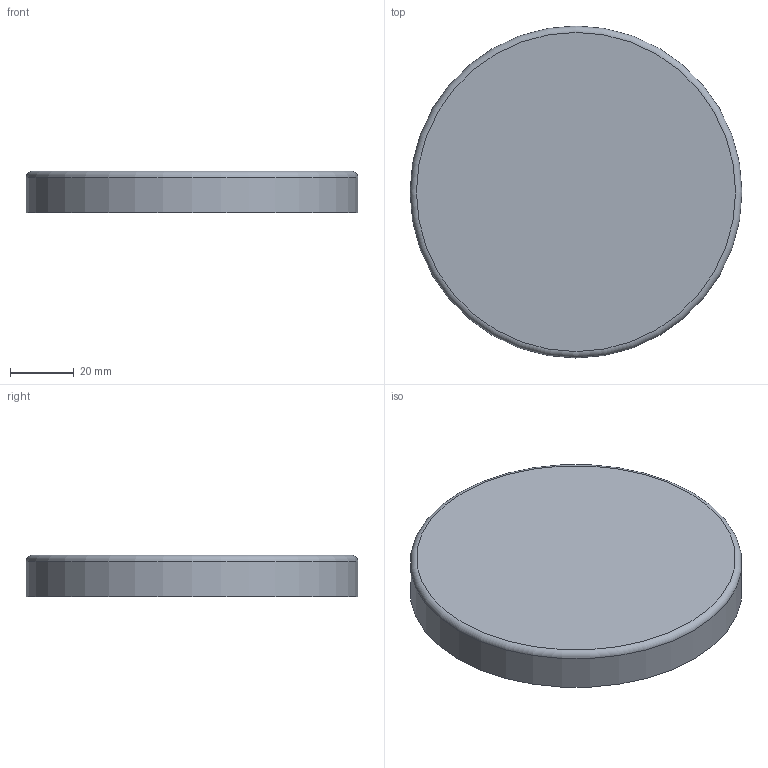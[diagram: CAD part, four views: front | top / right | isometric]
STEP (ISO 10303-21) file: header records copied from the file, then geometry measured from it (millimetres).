
FILE_DESCRIPTION(('FreeCAD Model'),'2;1');
FILE_NAME('Open CASCADE Shape Model','2023-04-03T10:49:25',(''),(''), 'Open CASCADE STEP processor 7.5','FreeCAD','Unknown');
FILE_SCHEMA(('AUTOMOTIVE_DESIGN { 1 0 10303 214 1 1 1 1 }'));
Length unit declared in the file: millimetre
Products named in the file (1): tapa
Bounding box: 104 x 104 x 13 mm (x, y, z)
Volume: 34531.9 mm3; surface area: 25006.8 mm2
Topology: 1 solids, 1 shells, 6 faces, 8 edges, 5 vertices
Faces by surface type: plane 3, cylinder 1, torus 1, bspline 1
Full cylindrical faces by diameter (mm): 104 x1
Entity records: 3576 total; most frequent: CARTESIAN_POINT 3377, DIRECTION 32, ORIENTED_EDGE 16, PCURVE 16, DEFINITIONAL_REPRESENTATION 16, AXIS2_PLACEMENT_3D 10, LINE 10, VECTOR 10
